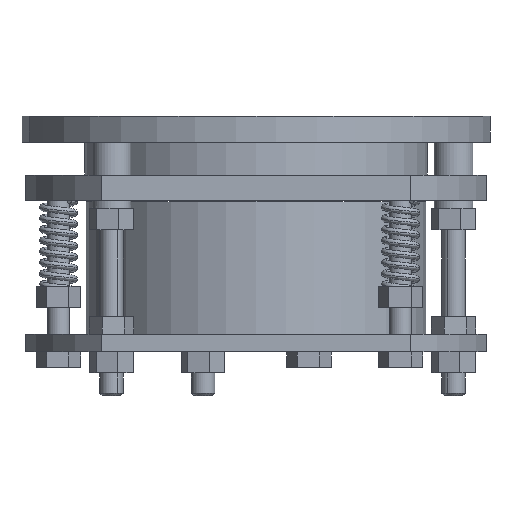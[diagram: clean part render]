
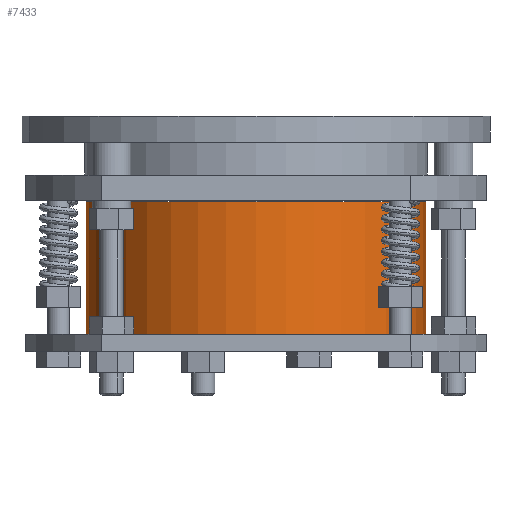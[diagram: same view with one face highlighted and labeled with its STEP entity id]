
A CAD part, front view. The second image highlights one B-rep face of the part: STEP entity #7433.
In plain terms, the highlighted cylindrical face has radius 30.75 mm (diameter 61.5 mm), a partial arc.
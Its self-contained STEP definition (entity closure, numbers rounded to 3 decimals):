
#1749 = CIRCLE ( 'NONE', #1820, 30.75 ) ;
#1818 = DIRECTION ( 'NONE',  ( 1., 0., 0. ) ) ;
#1819 = CARTESIAN_POINT ( 'NONE',  ( 0., 0., 3.2 ) ) ;
#1820 = AXIS2_PLACEMENT_3D ( 'NONE', #1819, #1829, #1818 ) ;
#1829 = DIRECTION ( 'NONE',  ( 0., 0., 1. ) ) ;
#1988 = CARTESIAN_POINT ( 'NONE',  ( 0., 0., 27.2 ) ) ;
#1989 = AXIS2_PLACEMENT_3D ( 'NONE', #1988, #1995, #2004 ) ;
#1995 = DIRECTION ( 'NONE',  ( 0., 0., -1. ) ) ;
#1996 = FACE_OUTER_BOUND ( 'NONE', #7434, .T. ) ;
#1998 = CYLINDRICAL_SURFACE ( 'NONE', #1989, 30.75 ) ;
#2004 = DIRECTION ( 'NONE',  ( -1., 0., 0. ) ) ;
#3103 = EDGE_CURVE ( 'NONE', #6306, #6305, #15385, .T. ) ;
#3113 = ORIENTED_EDGE ( 'NONE', *, *, #6493, .T. ) ;
#6305 = VERTEX_POINT ( 'NONE', #9317 ) ;
#6306 = VERTEX_POINT ( 'NONE', #9311 ) ;
#6308 = EDGE_CURVE ( 'NONE', #6305, #6309, #9292, .T. ) ;
#6309 = VERTEX_POINT ( 'NONE', #9301 ) ;
#6312 = VERTEX_POINT ( 'NONE', #9294 ) ;
#6493 = EDGE_CURVE ( 'NONE', #6306, #6312, #7512, .T. ) ;
#7335 = EDGE_CURVE ( 'NONE', #6312, #6309, #1749, .T. ) ;
#7388 = ORIENTED_EDGE ( 'NONE', *, *, #6308, .F. ) ;
#7389 = ORIENTED_EDGE ( 'NONE', *, *, #3103, .F. ) ;
#7401 = ORIENTED_EDGE ( 'NONE', *, *, #7335, .T. ) ;
#7433 = ADVANCED_FACE ( 'NONE', ( #1996 ), #1998, .T. ) ;
#7434 = EDGE_LOOP ( 'NONE', ( #7388, #7389, #3113, #7401 ) ) ;
#7498 = DIRECTION ( 'NONE',  ( 0., 0., -1. ) ) ;
#7499 = CARTESIAN_POINT ( 'NONE',  ( -30.75, 0., 27.2 ) ) ;
#7511 = VECTOR ( 'NONE', #7498, 1000. ) ;
#7512 = LINE ( 'NONE', #7499, #7511 ) ;
#9291 = CARTESIAN_POINT ( 'NONE',  ( 30.75, 0., 27.2 ) ) ;
#9292 = LINE ( 'NONE', #9291, #9316 ) ;
#9294 = CARTESIAN_POINT ( 'NONE',  ( -30.75, 0., 3.2 ) ) ;
#9301 = CARTESIAN_POINT ( 'NONE',  ( 30.75, 0., 3.2 ) ) ;
#9311 = CARTESIAN_POINT ( 'NONE',  ( -30.75, 0., 27.2 ) ) ;
#9315 = DIRECTION ( 'NONE',  ( 0., 0., -1. ) ) ;
#9316 = VECTOR ( 'NONE', #9315, 1000. ) ;
#9317 = CARTESIAN_POINT ( 'NONE',  ( 30.75, 0., 27.2 ) ) ;
#15381 = DIRECTION ( 'NONE',  ( 1., 0., 0. ) ) ;
#15382 = DIRECTION ( 'NONE',  ( 0., 0., 1. ) ) ;
#15383 = CARTESIAN_POINT ( 'NONE',  ( 0., 0., 27.2 ) ) ;
#15384 = AXIS2_PLACEMENT_3D ( 'NONE', #15383, #15382, #15381 ) ;
#15385 = CIRCLE ( 'NONE', #15384, 30.75 ) ;
